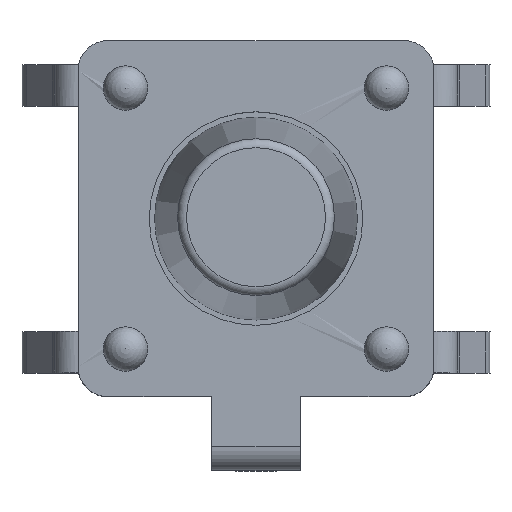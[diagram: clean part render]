
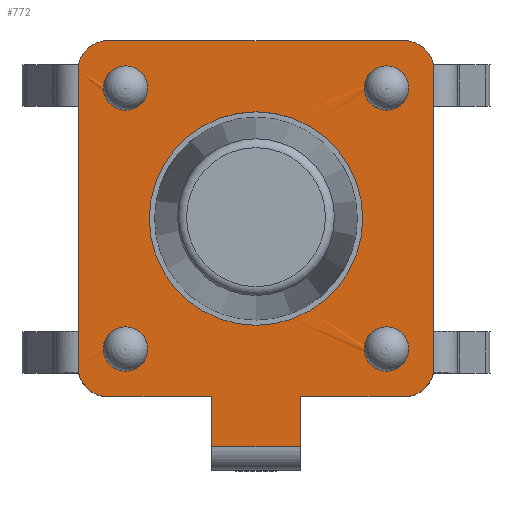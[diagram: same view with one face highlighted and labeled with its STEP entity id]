
A CAD part, top view. The second image highlights one B-rep face of the part: STEP entity #772.
In plain terms, the highlighted planar face has unit normal (0, 0, 1).
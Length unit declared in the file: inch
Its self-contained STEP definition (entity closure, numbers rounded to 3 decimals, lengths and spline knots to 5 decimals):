
#479=CARTESIAN_POINT('',(-0.02953,-0.15157,0.06732));
#480=VERTEX_POINT('',#479);
#489=CARTESIAN_POINT('',(0.02953,-0.15157,0.06732));
#490=VERTEX_POINT('',#489);
#498=CARTESIAN_POINT('',(0.02953,-0.15157,0.06732));
#499=DIRECTION('',(-1.0,0.0,0.0));
#500=VECTOR('',#499,0.05906);
#501=LINE('',#498,#500);
#502=EDGE_CURVE('',#490,#480,#501,.T.);
#529=CARTESIAN_POINT('',(0.02953,-0.11811,0.06732));
#530=VERTEX_POINT('',#529);
#537=CARTESIAN_POINT('',(0.02953,-0.15157,0.06732));
#538=DIRECTION('',(0.0,1.0,0.0));
#539=VECTOR('',#538,0.03346);
#540=LINE('',#537,#539);
#541=EDGE_CURVE('',#490,#530,#540,.T.);
#598=CARTESIAN_POINT('',(0.,-0.07087,0.06732));
#599=VERTEX_POINT('',#598);
#600=CARTESIAN_POINT('',(0.,0.,0.06732));
#601=DIRECTION('',(0.0,0.0,-1.0));
#602=DIRECTION('',(0.0,1.0,0.0));
#603=AXIS2_PLACEMENT_3D('',#600,#601,#602);
#604=CIRCLE('',#603,0.07087);
#605=EDGE_CURVE('',#599,#599,#604,.T.);
#619=CARTESIAN_POINT('',(-0.02953,-0.11811,0.06732));
#620=VERTEX_POINT('',#619);
#621=CARTESIAN_POINT('',(-0.02953,-0.15157,0.06732));
#622=DIRECTION('',(0.0,1.0,0.0));
#623=VECTOR('',#622,0.03346);
#624=LINE('',#621,#623);
#625=EDGE_CURVE('',#480,#620,#624,.T.);
#641=CARTESIAN_POINT('',(-0.12992,0.13159,0.06732));
#642=DIRECTION('',(0.0,0.0,1.0));
#643=DIRECTION('',(1.0,0.0,0.0));
#644=AXIS2_PLACEMENT_3D('',#641,#642,#643);
#645=PLANE('',#644);
#646=CARTESIAN_POINT('',(-0.09843,-0.11811,0.06732));
#647=VERTEX_POINT('',#646);
#648=CARTESIAN_POINT('',(-0.11811,-0.09843,0.06732));
#649=VERTEX_POINT('',#648);
#650=CARTESIAN_POINT('',(-0.09843,-0.09843,0.06732));
#651=DIRECTION('',(0.0,0.0,-1.0));
#652=DIRECTION('',(-0.707,-0.707,0.0));
#653=AXIS2_PLACEMENT_3D('',#650,#651,#652);
#654=CIRCLE('',#653,0.01969);
#655=EDGE_CURVE('',#647,#649,#654,.T.);
#656=ORIENTED_EDGE('',*,*,#655,.F.);
#657=CARTESIAN_POINT('',(-0.02953,-0.11811,0.06732));
#658=DIRECTION('',(-1.0,0.0,0.0));
#659=VECTOR('',#658,0.0689);
#660=LINE('',#657,#659);
#661=EDGE_CURVE('',#620,#647,#660,.T.);
#662=ORIENTED_EDGE('',*,*,#661,.F.);
#663=ORIENTED_EDGE('',*,*,#625,.F.);
#664=ORIENTED_EDGE('',*,*,#502,.F.);
#665=ORIENTED_EDGE('',*,*,#541,.T.);
#666=CARTESIAN_POINT('',(0.09843,-0.11811,0.06732));
#667=VERTEX_POINT('',#666);
#668=CARTESIAN_POINT('',(0.09843,-0.11811,0.06732));
#669=DIRECTION('',(-1.0,0.0,0.0));
#670=VECTOR('',#669,0.0689);
#671=LINE('',#668,#670);
#672=EDGE_CURVE('',#667,#530,#671,.T.);
#673=ORIENTED_EDGE('',*,*,#672,.F.);
#674=CARTESIAN_POINT('',(0.11811,-0.09843,0.06732));
#675=VERTEX_POINT('',#674);
#676=CARTESIAN_POINT('',(0.09843,-0.09843,0.06732));
#677=DIRECTION('',(0.0,0.0,-1.0));
#678=DIRECTION('',(0.707,-0.707,0.0));
#679=AXIS2_PLACEMENT_3D('',#676,#677,#678);
#680=CIRCLE('',#679,0.01969);
#681=EDGE_CURVE('',#675,#667,#680,.T.);
#682=ORIENTED_EDGE('',*,*,#681,.F.);
#683=CARTESIAN_POINT('',(0.11811,0.09843,0.06732));
#684=VERTEX_POINT('',#683);
#685=CARTESIAN_POINT('',(0.11811,0.09843,0.06732));
#686=DIRECTION('',(0.0,-1.0,0.0));
#687=VECTOR('',#686,0.19685);
#688=LINE('',#685,#687);
#689=EDGE_CURVE('',#684,#675,#688,.T.);
#690=ORIENTED_EDGE('',*,*,#689,.F.);
#691=CARTESIAN_POINT('',(0.09843,0.11811,0.06732));
#692=VERTEX_POINT('',#691);
#693=CARTESIAN_POINT('',(0.09843,0.09843,0.06732));
#694=DIRECTION('',(0.0,0.0,-1.0));
#695=DIRECTION('',(0.707,0.707,0.0));
#696=AXIS2_PLACEMENT_3D('',#693,#694,#695);
#697=CIRCLE('',#696,0.01969);
#698=EDGE_CURVE('',#692,#684,#697,.T.);
#699=ORIENTED_EDGE('',*,*,#698,.F.);
#700=CARTESIAN_POINT('',(-0.09843,0.11811,0.06732));
#701=VERTEX_POINT('',#700);
#702=CARTESIAN_POINT('',(-0.09843,0.11811,0.06732));
#703=DIRECTION('',(1.0,0.0,0.0));
#704=VECTOR('',#703,0.19685);
#705=LINE('',#702,#704);
#706=EDGE_CURVE('',#701,#692,#705,.T.);
#707=ORIENTED_EDGE('',*,*,#706,.F.);
#708=CARTESIAN_POINT('',(-0.11811,0.09843,0.06732));
#709=VERTEX_POINT('',#708);
#710=CARTESIAN_POINT('',(-0.09843,0.09843,0.06732));
#711=DIRECTION('',(0.0,0.0,-1.0));
#712=DIRECTION('',(-0.707,0.707,0.0));
#713=AXIS2_PLACEMENT_3D('',#710,#711,#712);
#714=CIRCLE('',#713,0.01969);
#715=EDGE_CURVE('',#709,#701,#714,.T.);
#716=ORIENTED_EDGE('',*,*,#715,.F.);
#717=CARTESIAN_POINT('',(-0.11811,-0.09843,0.06732));
#718=DIRECTION('',(0.0,1.0,0.0));
#719=VECTOR('',#718,0.19685);
#720=LINE('',#717,#719);
#721=EDGE_CURVE('',#649,#709,#720,.T.);
#722=ORIENTED_EDGE('',*,*,#721,.F.);
#723=EDGE_LOOP('',(#656,#662,#663,#664,#665,#673,#682,#690,#699,#707,#716,#722));
#724=FACE_OUTER_BOUND('',#723,.T.);
#725=ORIENTED_EDGE('',*,*,#605,.T.);
#726=EDGE_LOOP('',(#725));
#727=FACE_BOUND('',#726,.T.);
#728=CARTESIAN_POINT('',(-0.10138,0.08661,0.06781));
#729=VERTEX_POINT('',#728);
#730=CARTESIAN_POINT('',(-0.08661,0.08661,0.06732));
#731=DIRECTION('',(0.0,0.0,1.0));
#732=DIRECTION('',(-1.0,0.0,0.0));
#733=AXIS2_PLACEMENT_3D('',#730,#731,#732);
#734=CIRCLE('',#733,0.01476);
#735=EDGE_CURVE('',#729,#729,#734,.T.);
#736=ORIENTED_EDGE('',*,*,#735,.F.);
#737=EDGE_LOOP('',(#736));
#738=FACE_BOUND('',#737,.T.);
#739=CARTESIAN_POINT('',(-0.10138,-0.08661,0.06781));
#740=VERTEX_POINT('',#739);
#741=CARTESIAN_POINT('',(-0.08661,-0.08661,0.06732));
#742=DIRECTION('',(0.0,0.0,1.0));
#743=DIRECTION('',(-1.0,0.0,0.0));
#744=AXIS2_PLACEMENT_3D('',#741,#742,#743);
#745=CIRCLE('',#744,0.01476);
#746=EDGE_CURVE('',#740,#740,#745,.T.);
#747=ORIENTED_EDGE('',*,*,#746,.F.);
#748=EDGE_LOOP('',(#747));
#749=FACE_BOUND('',#748,.T.);
#750=CARTESIAN_POINT('',(0.07185,-0.08661,0.06781));
#751=VERTEX_POINT('',#750);
#752=CARTESIAN_POINT('',(0.08661,-0.08661,0.06732));
#753=DIRECTION('',(0.0,0.0,1.0));
#754=DIRECTION('',(-1.0,0.0,0.0));
#755=AXIS2_PLACEMENT_3D('',#752,#753,#754);
#756=CIRCLE('',#755,0.01476);
#757=EDGE_CURVE('',#751,#751,#756,.T.);
#758=ORIENTED_EDGE('',*,*,#757,.F.);
#759=EDGE_LOOP('',(#758));
#760=FACE_BOUND('',#759,.T.);
#761=CARTESIAN_POINT('',(0.07185,0.08661,0.06781));
#762=VERTEX_POINT('',#761);
#763=CARTESIAN_POINT('',(0.08661,0.08661,0.06732));
#764=DIRECTION('',(0.0,0.0,1.0));
#765=DIRECTION('',(-1.0,0.0,0.0));
#766=AXIS2_PLACEMENT_3D('',#763,#764,#765);
#767=CIRCLE('',#766,0.01476);
#768=EDGE_CURVE('',#762,#762,#767,.T.);
#769=ORIENTED_EDGE('',*,*,#768,.F.);
#770=EDGE_LOOP('',(#769));
#771=FACE_BOUND('',#770,.T.);
#772=ADVANCED_FACE('',(#724,#727,#738,#749,#760,#771),#645,.T.);
